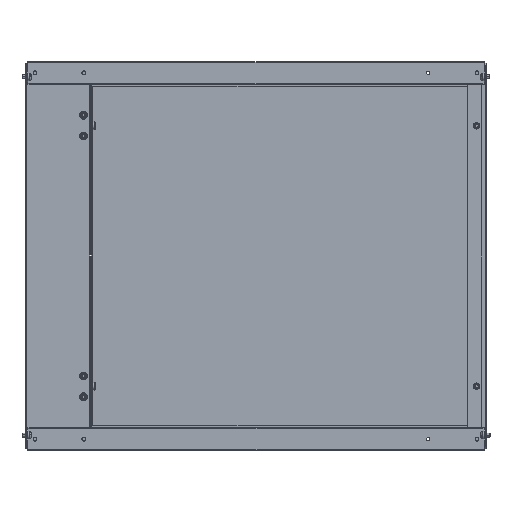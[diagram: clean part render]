
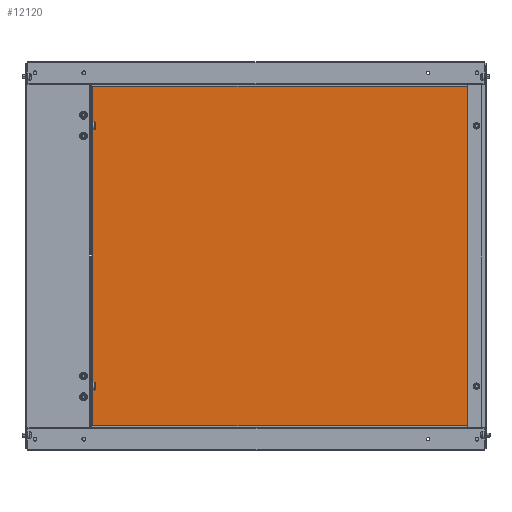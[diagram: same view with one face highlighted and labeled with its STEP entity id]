
A CAD part, left-side view. The second image highlights one B-rep face of the part: STEP entity #12120.
In plain terms, the highlighted planar face has unit normal (-1, 0, 0).
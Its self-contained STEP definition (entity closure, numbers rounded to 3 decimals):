
#889 = ORIENTED_EDGE ( 'NONE', *, *, #2276, .T. ) ;
#906 = EDGE_CURVE ( 'NONE', #6137, #7957, #13769, .T. ) ;
#1915 = DIRECTION ( 'NONE',  ( -1., 0., 0. ) ) ;
#2111 = DIRECTION ( 'NONE',  ( 0., 0., -1. ) ) ;
#2276 = EDGE_CURVE ( 'NONE', #17624, #6137, #5566, .T. ) ;
#3376 = LINE ( 'NONE', #7874, #7612 ) ;
#3703 = DIRECTION ( 'NONE',  ( 0., 0., 1. ) ) ;
#5330 = CARTESIAN_POINT ( 'NONE',  ( 54.25, -194.75, -238.15 ) ) ;
#5536 = DIRECTION ( 'NONE',  ( 0., -1., 0. ) ) ;
#5566 = LINE ( 'NONE', #16500, #16470 ) ;
#6086 = EDGE_LOOP ( 'NONE', ( #16484, #11992, #13157, #889 ) ) ;
#6137 = VERTEX_POINT ( 'NONE', #5330 ) ;
#6992 = CARTESIAN_POINT ( 'NONE',  ( 54.25, 93., -238.15 ) ) ;
#7612 = VECTOR ( 'NONE', #5536, 1000. ) ;
#7874 = CARTESIAN_POINT ( 'NONE',  ( 54.25, 93., -759.15 ) ) ;
#7957 = VERTEX_POINT ( 'NONE', #23830 ) ;
#8046 = EDGE_CURVE ( 'NONE', #7957, #13189, #12952, .T. ) ;
#8275 = CARTESIAN_POINT ( 'NONE',  ( 54.25, 93., -498.65 ) ) ;
#10294 = FACE_OUTER_BOUND ( 'NONE', #6086, .T. ) ;
#11094 = AXIS2_PLACEMENT_3D ( 'NONE', #8275, #1915, #17018 ) ;
#11992 = ORIENTED_EDGE ( 'NONE', *, *, #8046, .T. ) ;
#12120 = ADVANCED_FACE ( 'NONE', ( #10294 ), #17434, .T. ) ;
#12546 = CARTESIAN_POINT ( 'NONE',  ( 54.25, 380.75, -759.15 ) ) ;
#12659 = CARTESIAN_POINT ( 'NONE',  ( 54.25, 380.75, -498.65 ) ) ;
#12952 = LINE ( 'NONE', #12659, #23547 ) ;
#13157 = ORIENTED_EDGE ( 'NONE', *, *, #23232, .T. ) ;
#13189 = VERTEX_POINT ( 'NONE', #12546 ) ;
#13769 = LINE ( 'NONE', #6992, #16389 ) ;
#16048 = DIRECTION ( 'NONE',  ( 0., 1., 0. ) ) ;
#16389 = VECTOR ( 'NONE', #16048, 1000. ) ;
#16470 = VECTOR ( 'NONE', #3703, 1000. ) ;
#16484 = ORIENTED_EDGE ( 'NONE', *, *, #906, .T. ) ;
#16500 = CARTESIAN_POINT ( 'NONE',  ( 54.25, -194.75, -498.65 ) ) ;
#17018 = DIRECTION ( 'NONE',  ( 0., 0., -1. ) ) ;
#17434 = PLANE ( 'NONE',  #11094 ) ;
#17624 = VERTEX_POINT ( 'NONE', #21668 ) ;
#21668 = CARTESIAN_POINT ( 'NONE',  ( 54.25, -194.75, -759.15 ) ) ;
#23232 = EDGE_CURVE ( 'NONE', #13189, #17624, #3376, .T. ) ;
#23547 = VECTOR ( 'NONE', #2111, 1000. ) ;
#23830 = CARTESIAN_POINT ( 'NONE',  ( 54.25, 380.75, -238.15 ) ) ;
